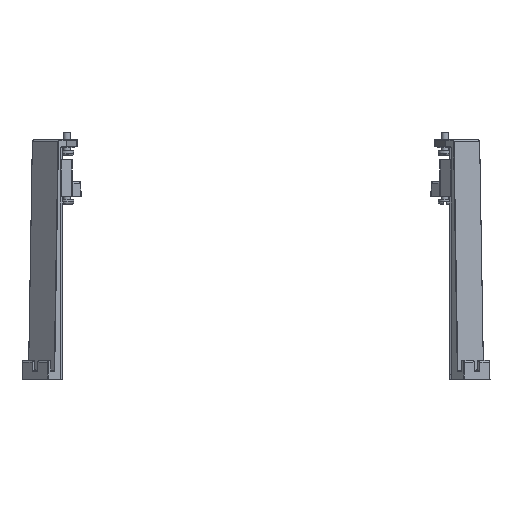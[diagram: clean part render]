
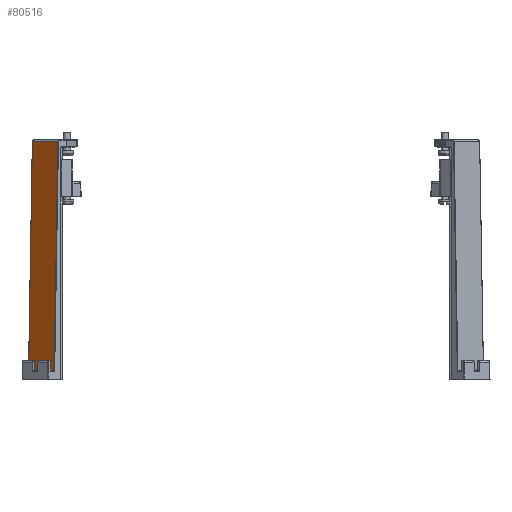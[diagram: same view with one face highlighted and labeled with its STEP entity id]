
A CAD part, front view. The second image highlights one B-rep face of the part: STEP entity #80516.
In plain terms, the highlighted planar face has unit normal (-0.707, -0.707, 0.023).
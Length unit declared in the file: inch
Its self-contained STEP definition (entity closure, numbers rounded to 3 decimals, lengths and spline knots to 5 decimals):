
#8578 = CARTESIAN_POINT ( 'NONE',  ( -5.81763, -6.81763, -6.799 ) ) ;
#9670 = VECTOR ( 'NONE', #79819, 39.37008 ) ;
#11941 = DIRECTION ( 'NONE',  ( -0.707, -0.707, 0.023 ) ) ;
#14104 = VERTEX_POINT ( 'NONE', #86645 ) ;
#18272 = CARTESIAN_POINT ( 'NONE',  ( -6.06217, -6.36921, -0.58961 ) ) ;
#22652 = CARTESIAN_POINT ( 'NONE',  ( -5.36824, -7.06121, -0.531 ) ) ;
#26155 = LINE ( 'NONE', #46075, #82553 ) ;
#26738 = EDGE_CURVE ( 'NONE', #78700, #14104, #37122, .T. ) ;
#28175 = EDGE_CURVE ( 'NONE', #14104, #40877, #73285, .T. ) ;
#28601 = DIRECTION ( 'NONE',  ( -0.016, -0.016, -1. ) ) ;
#35426 = DIRECTION ( 'NONE',  ( 0.707, -0.707, 0. ) ) ;
#36100 = EDGE_CURVE ( 'NONE', #62722, #78700, #42392, .T. ) ;
#37122 = LINE ( 'NONE', #8578, #65182 ) ;
#40877 = VERTEX_POINT ( 'NONE', #43168 ) ;
#41418 = DIRECTION ( 'NONE',  ( 0.016, 0.016, 1. ) ) ;
#42392 = LINE ( 'NONE', #58832, #65727 ) ;
#43168 = CARTESIAN_POINT ( 'NONE',  ( -5.36921, -7.06217, -0.58961 ) ) ;
#44129 = EDGE_CURVE ( 'NONE', #40877, #62722, #26155, .T. ) ;
#46075 = CARTESIAN_POINT ( 'NONE',  ( -5.71569, -6.71569, -0.58961 ) ) ;
#50490 = ORIENTED_EDGE ( 'NONE', *, *, #28175, .T. ) ;
#51788 = ORIENTED_EDGE ( 'NONE', *, *, #36100, .T. ) ;
#51840 = FACE_OUTER_BOUND ( 'NONE', #61542, .T. ) ;
#52567 = ORIENTED_EDGE ( 'NONE', *, *, #44129, .T. ) ;
#55480 = CARTESIAN_POINT ( 'NONE',  ( -6.16411, -6.47115, -6.799 ) ) ;
#58832 = CARTESIAN_POINT ( 'NONE',  ( -6.06121, -6.36824, -0.531 ) ) ;
#60222 = DIRECTION ( 'NONE',  ( -0.707, 0.707, 0. ) ) ;
#61542 = EDGE_LOOP ( 'NONE', ( #52567, #51788, #88411, #50490 ) ) ;
#62722 = VERTEX_POINT ( 'NONE', #18272 ) ;
#65182 = VECTOR ( 'NONE', #35426, 39.37008 ) ;
#65727 = VECTOR ( 'NONE', #28601, 39.37008 ) ;
#69225 = PLANE ( 'NONE',  #83482 ) ;
#73285 = LINE ( 'NONE', #22652, #9670 ) ;
#78700 = VERTEX_POINT ( 'NONE', #55480 ) ;
#79819 = DIRECTION ( 'NONE',  ( 0.016, 0.016, 1. ) ) ;
#80516 = ADVANCED_FACE ( 'NONE', ( #51840 ), #69225, .T. ) ;
#82553 = VECTOR ( 'NONE', #60222, 39.37008 ) ;
#83482 = AXIS2_PLACEMENT_3D ( 'NONE', #84294, #11941, #41418 ) ;
#84294 = CARTESIAN_POINT ( 'NONE',  ( -5.71473, -6.71473, -0.531 ) ) ;
#86645 = CARTESIAN_POINT ( 'NONE',  ( -5.47115, -7.16411, -6.799 ) ) ;
#88411 = ORIENTED_EDGE ( 'NONE', *, *, #26738, .T. ) ;
